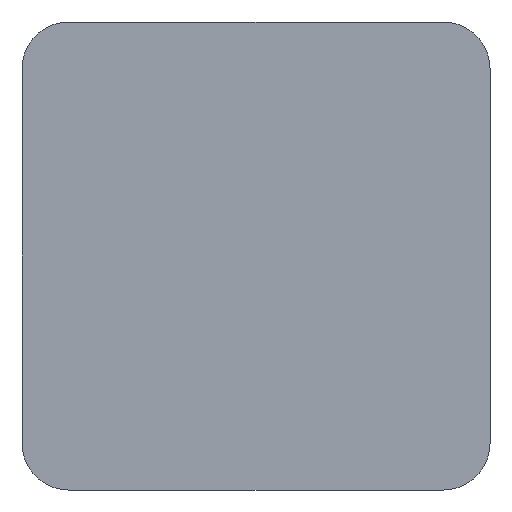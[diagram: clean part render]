
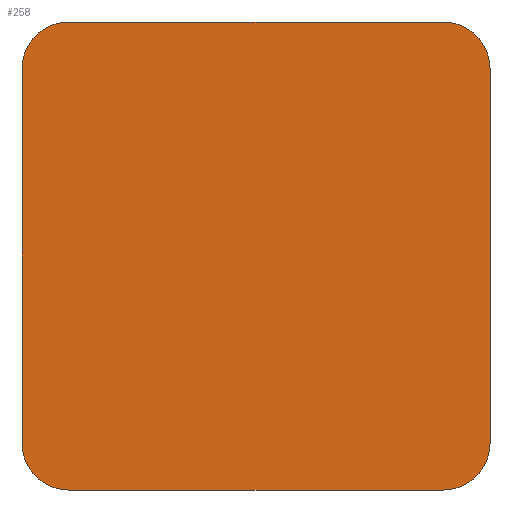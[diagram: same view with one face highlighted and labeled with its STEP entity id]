
A CAD part, front view. The second image highlights one B-rep face of the part: STEP entity #258.
In plain terms, the highlighted planar face has unit normal (0, -1, 0).
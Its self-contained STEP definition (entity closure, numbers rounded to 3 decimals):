
#24=PLANE('',#281);
#30=LINE('',#352,#46);
#34=LINE('',#364,#50);
#38=LINE('',#376,#54);
#41=LINE('',#385,#57);
#46=VECTOR('',#297,1000.);
#50=VECTOR('',#309,1000.);
#54=VECTOR('',#321,1000.);
#57=VECTOR('',#332,1000.);
#90=ORIENTED_EDGE('',*,*,#127,.F.);
#91=ORIENTED_EDGE('',*,*,#129,.F.);
#92=ORIENTED_EDGE('',*,*,#108,.F.);
#93=ORIENTED_EDGE('',*,*,#112,.F.);
#94=ORIENTED_EDGE('',*,*,#115,.F.);
#95=ORIENTED_EDGE('',*,*,#118,.F.);
#96=ORIENTED_EDGE('',*,*,#121,.F.);
#97=ORIENTED_EDGE('',*,*,#124,.F.);
#108=EDGE_CURVE('',#132,#133,#147,.T.);
#112=EDGE_CURVE('',#135,#132,#30,.T.);
#115=EDGE_CURVE('',#137,#135,#149,.T.);
#118=EDGE_CURVE('',#139,#137,#34,.T.);
#121=EDGE_CURVE('',#141,#139,#151,.T.);
#124=EDGE_CURVE('',#143,#141,#38,.T.);
#127=EDGE_CURVE('',#145,#143,#153,.T.);
#129=EDGE_CURVE('',#133,#145,#41,.T.);
#132=VERTEX_POINT('',#343);
#133=VERTEX_POINT('',#345);
#135=VERTEX_POINT('',#351);
#137=VERTEX_POINT('',#357);
#139=VERTEX_POINT('',#363);
#141=VERTEX_POINT('',#369);
#143=VERTEX_POINT('',#375);
#145=VERTEX_POINT('',#381);
#147=CIRCLE('',#267,0.5);
#149=CIRCLE('',#271,0.5);
#151=CIRCLE('',#275,0.5);
#153=CIRCLE('',#279,0.5);
#162=EDGE_LOOP('',(#90,#91,#92,#93,#94,#95,#96,#97));
#172=FACE_BOUND('',#162,.T.);
#258=ADVANCED_FACE('',(#172),#24,.F.);
#267=AXIS2_PLACEMENT_3D('',#344,#290,#291);
#271=AXIS2_PLACEMENT_3D('',#358,#303,#304);
#275=AXIS2_PLACEMENT_3D('',#370,#315,#316);
#279=AXIS2_PLACEMENT_3D('',#382,#327,#328);
#281=AXIS2_PLACEMENT_3D('',#386,#333,#334);
#290=DIRECTION('',(0.,1.,0.));
#291=DIRECTION('',(1.,0.,0.));
#297=DIRECTION('',(0.,0.,-1.));
#303=DIRECTION('',(0.,1.,0.));
#304=DIRECTION('',(-1.,0.,0.));
#309=DIRECTION('',(1.,0.,0.));
#315=DIRECTION('',(0.,1.,0.));
#316=DIRECTION('',(1.,0.,0.));
#321=DIRECTION('',(0.,0.,1.));
#327=DIRECTION('',(0.,1.,0.));
#328=DIRECTION('',(1.,0.,0.));
#332=DIRECTION('',(-1.,0.,0.));
#333=DIRECTION('',(0.,1.,0.));
#334=DIRECTION('',(0.,0.,1.));
#343=CARTESIAN_POINT('',(2.5,-1.5,0.5));
#344=CARTESIAN_POINT('',(2.,-1.5,0.5));
#345=CARTESIAN_POINT('',(2.,-1.5,0.));
#351=CARTESIAN_POINT('',(2.5,-1.5,4.5));
#352=CARTESIAN_POINT('',(2.5,-1.5,4.5));
#357=CARTESIAN_POINT('',(2.,-1.5,5.));
#358=CARTESIAN_POINT('',(2.,-1.5,4.5));
#363=CARTESIAN_POINT('',(-2.,-1.5,5.));
#364=CARTESIAN_POINT('',(-2.,-1.5,5.));
#369=CARTESIAN_POINT('',(-2.5,-1.5,4.5));
#370=CARTESIAN_POINT('',(-2.,-1.5,4.5));
#375=CARTESIAN_POINT('',(-2.5,-1.5,0.5));
#376=CARTESIAN_POINT('',(-2.5,-1.5,0.5));
#381=CARTESIAN_POINT('',(-2.,-1.5,0.));
#382=CARTESIAN_POINT('',(-2.,-1.5,0.5));
#385=CARTESIAN_POINT('',(2.,-1.5,0.));
#386=CARTESIAN_POINT('',(-2.,-1.5,4.5));
